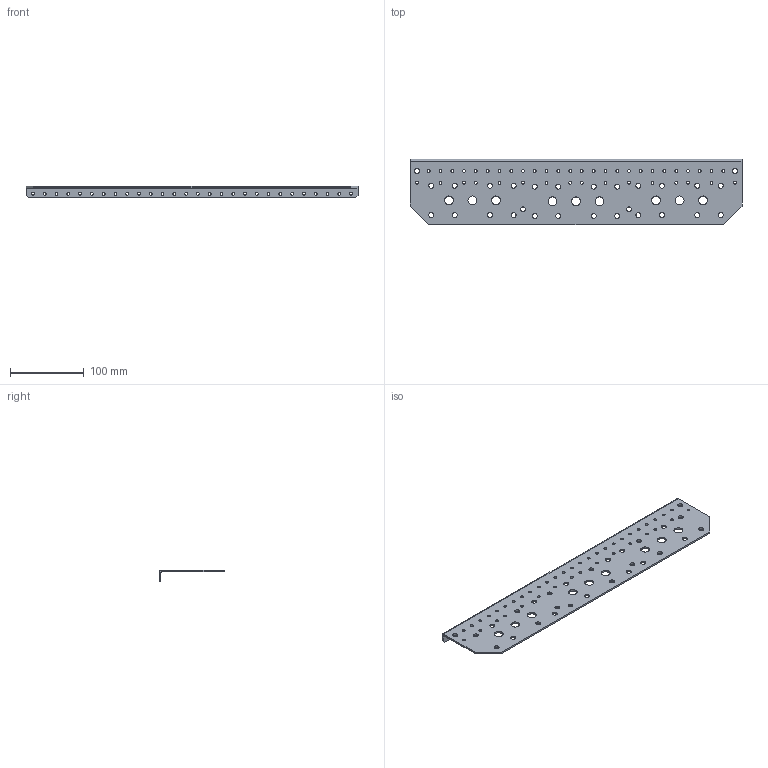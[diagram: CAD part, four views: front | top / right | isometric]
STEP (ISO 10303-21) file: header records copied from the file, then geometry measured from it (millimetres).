
FILE_DESCRIPTION (( 'STEP AP214' ), '1' );
FILE_NAME ('am-3392_Outside TileRunner Outside Plate.STEP', '2016-09-09T00:40:38', ( '' ), ( '' ), 'SwSTEP 2.0', 'SolidWorks 2014', '' );
FILE_SCHEMA (( 'AUTOMOTIVE_DESIGN' ));
Length unit declared in the file: inch
Products named in the file (1): am-3392_Outside TileRunner Outside Plate
Bounding box: 450.85 x 88.9 x 15.88 mm (x, y, z)
Volume: 96860.3 mm3; surface area: 91239.6 mm2
Topology: 1 solids, 1 shells, 232 faces, 682 edges, 452 vertices
Faces by surface type: cylinder 216, plane 16
Entity records: 8442 total; most frequent: DIRECTION 1580, CARTESIAN_POINT 1367, ORIENTED_EDGE 1364, EDGE_CURVE 682, AXIS2_PLACEMENT_3D 665, VERTEX_POINT 452, EDGE_LOOP 446, CIRCLE 432
